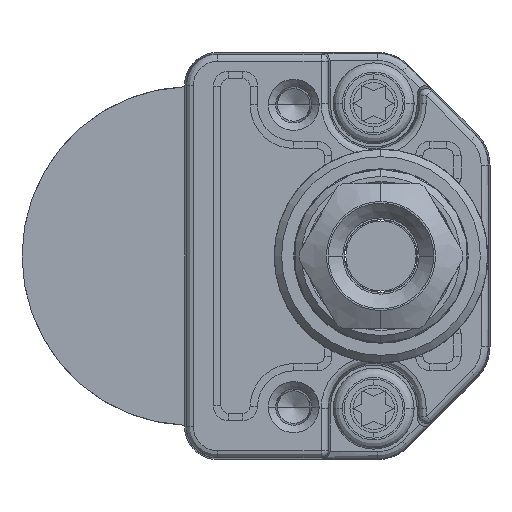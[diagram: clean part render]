
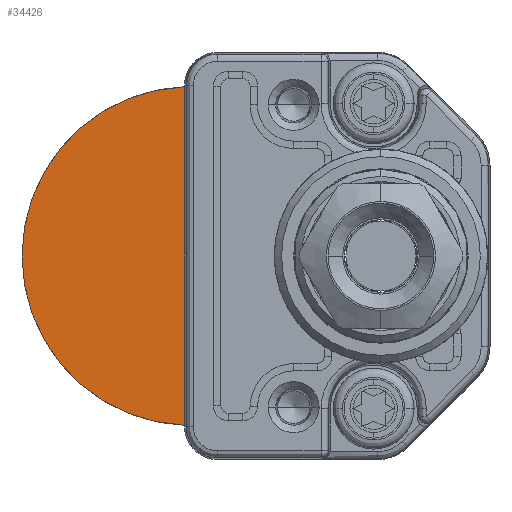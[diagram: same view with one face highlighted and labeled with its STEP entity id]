
A CAD part, left-side view. The second image highlights one B-rep face of the part: STEP entity #34426.
In plain terms, the highlighted planar face has unit normal (-1, 0, 0).
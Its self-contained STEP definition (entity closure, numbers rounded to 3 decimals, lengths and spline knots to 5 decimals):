
#7953=DIRECTION('',(0.,0.,1.));
#7954=VECTOR('',#7953,0.91659);
#7955=CARTESIAN_POINT('',(0.,0.82677,-0.4583));
#7956=LINE('',#7955,#7954);
#7957=CARTESIAN_POINT('',(0.,0.80846,0.));
#7958=DIRECTION('',(-1.,0.,0.));
#7959=DIRECTION('',(0.,0.04,0.999));
#7960=AXIS2_PLACEMENT_3D('',#7957,#7958,#7959);
#21699=CARTESIAN_POINT('',(0.,0.82677,-0.4583));
#21700=CARTESIAN_POINT('',(0.,0.82677,0.4583));
#21701=VERTEX_POINT('',#21699);
#21702=VERTEX_POINT('',#21700);
#34416=CARTESIAN_POINT('',(0.,0.74941,0.));
#34417=DIRECTION('',(-1.,0.,0.));
#34418=DIRECTION('',(0.,0.,1.));
#34419=AXIS2_PLACEMENT_3D('',#34416,#34417,#34418);
#34420=PLANE('',#34419);
#34422=ORIENTED_EDGE('',*,*,#34421,.F.);
#34423=ORIENTED_EDGE('',*,*,#34405,.F.);
#34424=EDGE_LOOP('',(#34422,#34423));
#34425=FACE_OUTER_BOUND('',#34424,.F.);
#34426=ADVANCED_FACE('',(#34425),#34420,.T.);
#7961=CIRCLE('',#7960,0.45866);
#34405=EDGE_CURVE('',#21702,#21701,#7961,.T.);
#34421=EDGE_CURVE('',#21701,#21702,#7956,.T.);
